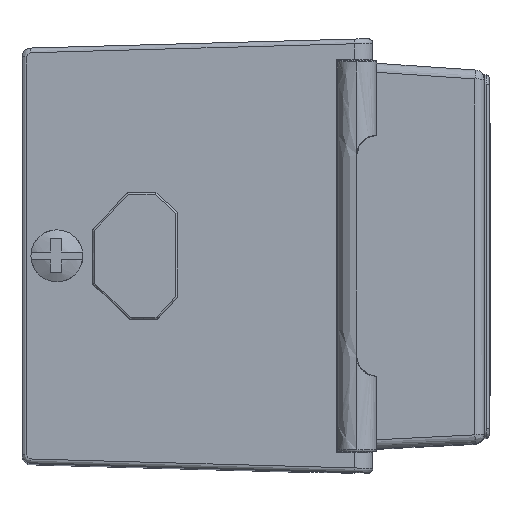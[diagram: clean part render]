
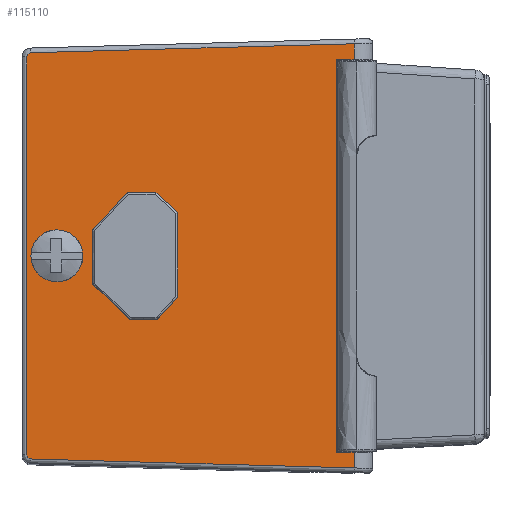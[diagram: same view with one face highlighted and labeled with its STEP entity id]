
A CAD part, top view. The second image highlights one B-rep face of the part: STEP entity #115110.
In plain terms, the highlighted free-form (B-spline) face has degree [1, 1] with [2, 2] control points.
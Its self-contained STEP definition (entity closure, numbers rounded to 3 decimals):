
#114168=CARTESIAN_POINT('',(17.2,20.8,44.));
#114169=VERTEX_POINT('',#114168);
#114176=CARTESIAN_POINT('',(15.3,20.8,44.));
#114177=VERTEX_POINT('',#114176);
#114178=CARTESIAN_POINT('',(17.2,20.8,44.));
#114179=CARTESIAN_POINT('',(15.3,20.8,44.));
#114180=B_SPLINE_CURVE_WITH_KNOTS('',1,(#114178,#114179),.POLYLINE_FORM.,.F.,.U.,(2,2),(0.,0.487),.UNSPECIFIED.);
#114181=EDGE_CURVE('',#114169,#114177,#114180,.T.);
#114212=CARTESIAN_POINT('',(15.3,-20.8,44.));
#114213=VERTEX_POINT('',#114212);
#114214=CARTESIAN_POINT('',(15.3,20.8,44.));
#114215=CARTESIAN_POINT('',(15.3,-20.8,44.));
#114216=B_SPLINE_CURVE_WITH_KNOTS('',1,(#114214,#114215),.POLYLINE_FORM.,.F.,.U.,(2,2),(0.,1.),.UNSPECIFIED.);
#114217=EDGE_CURVE('',#114177,#114213,#114216,.T.);
#114232=CARTESIAN_POINT('',(17.2,-20.8,44.));
#114233=VERTEX_POINT('',#114232);
#114234=CARTESIAN_POINT('',(15.3,-20.8,44.));
#114235=CARTESIAN_POINT('',(17.2,-20.8,44.));
#114236=B_SPLINE_CURVE_WITH_KNOTS('',1,(#114234,#114235),.POLYLINE_FORM.,.F.,.U.,(2,2),(0.513,1.),.UNSPECIFIED.);
#114237=EDGE_CURVE('',#114213,#114233,#114236,.T.);
#114816=CARTESIAN_POINT('',(17.2,22.478,44.));
#114817=VERTEX_POINT('',#114816);
#114825=CARTESIAN_POINT('',(-17.062,21.526,44.));
#114826=VERTEX_POINT('',#114825);
#114834=CARTESIAN_POINT('',(-17.062,21.526,44.));
#114835=CARTESIAN_POINT('',(17.2,22.478,44.));
#114836=B_SPLINE_CURVE_WITH_KNOTS('',1,(#114834,#114835),.POLYLINE_FORM.,.F.,.U.,(2,2),(0.056,1.),.UNSPECIFIED.);
#114837=EDGE_CURVE('',#114826,#114817,#114836,.T.);
#114972=CARTESIAN_POINT('',(17.2,22.478,44.));
#114973=CARTESIAN_POINT('',(17.2,20.8,44.));
#114974=B_SPLINE_CURVE_WITH_KNOTS('',1,(#114972,#114973),.POLYLINE_FORM.,.F.,.U.,(2,2),(0.954,0.989),.UNSPECIFIED.);
#114975=EDGE_CURVE('',#114817,#114169,#114974,.T.);
#114983=CARTESIAN_POINT('',(21.503,25.337,44.));
#114984=CARTESIAN_POINT('',(21.503,-25.337,44.));
#114985=CARTESIAN_POINT('',(-29.17,25.337,44.));
#114986=CARTESIAN_POINT('',(-29.17,-25.337,44.));
#114987=B_SPLINE_SURFACE_WITH_KNOTS('',1,1,((#114983,#114984),(#114985,#114986)),.PLANE_SURF.,.F.,.F.,.U.,(2,2),(2,2),(0.,1.),(0.,1.),.UNSPECIFIED.);
#114988=ORIENTED_EDGE('',*,*,#114237,.F.);
#114989=ORIENTED_EDGE('',*,*,#114217,.F.);
#114990=ORIENTED_EDGE('',*,*,#114181,.F.);
#114991=ORIENTED_EDGE('',*,*,#114975,.F.);
#114992=ORIENTED_EDGE('',*,*,#114837,.F.);
#114993=CARTESIAN_POINT('',(-17.5,21.076,44.));
#114994=VERTEX_POINT('',#114993);
#114995=CARTESIAN_POINT('',(-17.062,21.526,44.));
#114996=CARTESIAN_POINT('',(-17.5,21.514,44.));
#114997=CARTESIAN_POINT('',(-17.5,21.076,44.));
#114998=(BOUNDED_CURVE()B_SPLINE_CURVE(2,(#114995,#114996,#114997),.CIRCULAR_ARC.,.F.,.U.)B_SPLINE_CURVE_WITH_KNOTS((3,3),(0.,1.),.UNSPECIFIED.)CURVE()GEOMETRIC_REPRESENTATION_ITEM()RATIONAL_B_SPLINE_CURVE((1.,0.717,1.))REPRESENTATION_ITEM(''));
#114999=EDGE_CURVE('',#114826,#114994,#114998,.T.);
#115000=ORIENTED_EDGE('',*,*,#114999,.T.);
#115001=CARTESIAN_POINT('',(-17.5,-21.076,44.));
#115002=VERTEX_POINT('',#115001);
#115003=CARTESIAN_POINT('',(-17.5,21.076,44.));
#115004=CARTESIAN_POINT('',(-17.5,-21.076,44.));
#115005=B_SPLINE_CURVE_WITH_KNOTS('',1,(#115003,#115004),.POLYLINE_FORM.,.F.,.U.,(2,2),(0.,1.),.UNSPECIFIED.);
#115006=EDGE_CURVE('',#114994,#115002,#115005,.T.);
#115007=ORIENTED_EDGE('',*,*,#115006,.T.);
#115008=CARTESIAN_POINT('',(-17.062,-21.526,44.));
#115009=VERTEX_POINT('',#115008);
#115010=CARTESIAN_POINT('',(-17.5,-21.076,44.));
#115011=CARTESIAN_POINT('',(-17.5,-21.514,44.));
#115012=CARTESIAN_POINT('',(-17.062,-21.526,44.));
#115013=(BOUNDED_CURVE()B_SPLINE_CURVE(2,(#115010,#115011,#115012),.CIRCULAR_ARC.,.F.,.U.)B_SPLINE_CURVE_WITH_KNOTS((3,3),(0.,1.),.UNSPECIFIED.)CURVE()GEOMETRIC_REPRESENTATION_ITEM()RATIONAL_B_SPLINE_CURVE((1.,0.717,1.))REPRESENTATION_ITEM(''));
#115014=EDGE_CURVE('',#115002,#115009,#115013,.T.);
#115015=ORIENTED_EDGE('',*,*,#115014,.T.);
#115016=CARTESIAN_POINT('',(17.2,-22.478,44.));
#115017=VERTEX_POINT('',#115016);
#115018=CARTESIAN_POINT('',(-17.062,-21.526,44.));
#115019=CARTESIAN_POINT('',(17.2,-22.478,44.));
#115020=B_SPLINE_CURVE_WITH_KNOTS('',1,(#115018,#115019),.POLYLINE_FORM.,.F.,.U.,(2,2),(0.,0.944),.UNSPECIFIED.);
#115021=EDGE_CURVE('',#115009,#115017,#115020,.T.);
#115022=ORIENTED_EDGE('',*,*,#115021,.T.);
#115023=CARTESIAN_POINT('',(17.2,-22.478,44.));
#115024=CARTESIAN_POINT('',(17.2,-20.8,44.));
#115025=B_SPLINE_CURVE_WITH_KNOTS('',1,(#115023,#115024),.POLYLINE_FORM.,.F.,.U.,(2,2),(0.011,0.046),.UNSPECIFIED.);
#115026=EDGE_CURVE('',#115017,#114233,#115025,.T.);
#115027=ORIENTED_EDGE('',*,*,#115026,.T.);
#115028=EDGE_LOOP('',(#114988,#114989,#114990,#114991,#114992,#115000,#115007,#115015,#115022,#115027));
#115029=FACE_OUTER_BOUND('',#115028,.T.);
#115030=CARTESIAN_POINT('',(-10.5,-3.,44.));
#115031=VERTEX_POINT('',#115030);
#115032=CARTESIAN_POINT('',(-10.5,2.801,44.));
#115033=VERTEX_POINT('',#115032);
#115034=CARTESIAN_POINT('',(-10.5,-3.,44.));
#115035=CARTESIAN_POINT('',(-10.5,2.801,44.));
#115036=B_SPLINE_CURVE_WITH_KNOTS('',1,(#115034,#115035),.POLYLINE_FORM.,.F.,.U.,(2,2),(0.291,0.724),.UNSPECIFIED.);
#115037=EDGE_CURVE('',#115031,#115033,#115036,.T.);
#115038=ORIENTED_EDGE('',*,*,#115037,.T.);
#115039=CARTESIAN_POINT('',(-6.8,6.7,44.));
#115040=VERTEX_POINT('',#115039);
#115041=CARTESIAN_POINT('',(-10.5,2.801,44.));
#115042=CARTESIAN_POINT('',(-6.8,6.7,44.));
#115043=B_SPLINE_CURVE_WITH_KNOTS('',1,(#115041,#115042),.POLYLINE_FORM.,.F.,.U.,(2,2),(0.,1.),.UNSPECIFIED.);
#115044=EDGE_CURVE('',#115033,#115040,#115043,.T.);
#115045=ORIENTED_EDGE('',*,*,#115044,.T.);
#115046=CARTESIAN_POINT('',(-3.8,6.7,44.));
#115047=VERTEX_POINT('',#115046);
#115048=CARTESIAN_POINT('',(-6.8,6.7,44.));
#115049=CARTESIAN_POINT('',(-3.8,6.7,44.));
#115050=B_SPLINE_CURVE_WITH_KNOTS('',1,(#115048,#115049),.POLYLINE_FORM.,.F.,.U.,(2,2),(0.256,0.589),.UNSPECIFIED.);
#115051=EDGE_CURVE('',#115040,#115047,#115050,.T.);
#115052=ORIENTED_EDGE('',*,*,#115051,.T.);
#115053=CARTESIAN_POINT('',(-1.5,4.6,44.));
#115054=VERTEX_POINT('',#115053);
#115055=CARTESIAN_POINT('',(-3.8,6.7,44.));
#115056=CARTESIAN_POINT('',(-1.5,4.6,44.));
#115057=B_SPLINE_CURVE_WITH_KNOTS('',1,(#115055,#115056),.POLYLINE_FORM.,.F.,.U.,(2,2),(0.,1.),.UNSPECIFIED.);
#115058=EDGE_CURVE('',#115047,#115054,#115057,.T.);
#115059=ORIENTED_EDGE('',*,*,#115058,.T.);
#115060=CARTESIAN_POINT('',(-1.5,-4.4,44.));
#115061=VERTEX_POINT('',#115060);
#115062=CARTESIAN_POINT('',(-1.5,4.6,44.));
#115063=CARTESIAN_POINT('',(-1.5,-4.4,44.));
#115064=B_SPLINE_CURVE_WITH_KNOTS('',1,(#115062,#115063),.POLYLINE_FORM.,.F.,.U.,(2,2),(0.172,0.843),.UNSPECIFIED.);
#115065=EDGE_CURVE('',#115054,#115061,#115064,.T.);
#115066=ORIENTED_EDGE('',*,*,#115065,.T.);
#115067=CARTESIAN_POINT('',(-3.6,-6.7,44.));
#115068=VERTEX_POINT('',#115067);
#115069=CARTESIAN_POINT('',(-1.5,-4.4,44.));
#115070=CARTESIAN_POINT('',(-3.6,-6.7,44.));
#115071=B_SPLINE_CURVE_WITH_KNOTS('',1,(#115069,#115070),.POLYLINE_FORM.,.F.,.U.,(2,2),(0.,1.),.UNSPECIFIED.);
#115072=EDGE_CURVE('',#115061,#115068,#115071,.T.);
#115073=ORIENTED_EDGE('',*,*,#115072,.T.);
#115074=CARTESIAN_POINT('',(-6.601,-6.7,44.));
#115075=VERTEX_POINT('',#115074);
#115076=CARTESIAN_POINT('',(-3.6,-6.7,44.));
#115077=CARTESIAN_POINT('',(-6.601,-6.7,44.));
#115078=B_SPLINE_CURVE_WITH_KNOTS('',1,(#115076,#115077),.POLYLINE_FORM.,.F.,.U.,(2,2),(0.433,0.767),.UNSPECIFIED.);
#115079=EDGE_CURVE('',#115068,#115075,#115078,.T.);
#115080=ORIENTED_EDGE('',*,*,#115079,.T.);
#115081=CARTESIAN_POINT('',(-6.601,-6.7,44.));
#115082=CARTESIAN_POINT('',(-10.5,-3.,44.));
#115083=B_SPLINE_CURVE_WITH_KNOTS('',1,(#115081,#115082),.POLYLINE_FORM.,.F.,.U.,(2,2),(0.,1.),.UNSPECIFIED.);
#115084=EDGE_CURVE('',#115075,#115031,#115083,.T.);
#115085=ORIENTED_EDGE('',*,*,#115084,.T.);
#115086=EDGE_LOOP('',(#115038,#115045,#115052,#115059,#115066,#115073,#115080,#115085));
#115087=FACE_BOUND('',#115086,.T.);
#115088=CARTESIAN_POINT('',(-14.3,2.75,44.));
#115089=VERTEX_POINT('',#115088);
#115090=CARTESIAN_POINT('',(-14.3,-2.75,44.));
#115091=VERTEX_POINT('',#115090);
#115092=CARTESIAN_POINT('',(-14.3,2.75,44.));
#115093=CARTESIAN_POINT('',(-11.55,2.75,44.));
#115094=CARTESIAN_POINT('',(-11.55,0.,44.));
#115095=CARTESIAN_POINT('',(-11.55,-2.75,44.));
#115096=CARTESIAN_POINT('',(-14.3,-2.75,44.));
#115097=(BOUNDED_CURVE()B_SPLINE_CURVE(2,(#115092,#115093,#115094,#115095,#115096),.CIRCULAR_ARC.,.F.,.U.)B_SPLINE_CURVE_WITH_KNOTS((3,2,3),(0.,0.25,0.5),.UNSPECIFIED.)CURVE()GEOMETRIC_REPRESENTATION_ITEM()RATIONAL_B_SPLINE_CURVE((1.,0.707,1.,0.707,1.))REPRESENTATION_ITEM(''));
#115098=EDGE_CURVE('',#115089,#115091,#115097,.T.);
#115099=ORIENTED_EDGE('',*,*,#115098,.T.);
#115100=CARTESIAN_POINT('',(-14.3,-2.75,44.));
#115101=CARTESIAN_POINT('',(-17.05,-2.75,44.));
#115102=CARTESIAN_POINT('',(-17.05,0.,44.));
#115103=CARTESIAN_POINT('',(-17.05,2.75,44.));
#115104=CARTESIAN_POINT('',(-14.3,2.75,44.));
#115105=(BOUNDED_CURVE()B_SPLINE_CURVE(2,(#115100,#115101,#115102,#115103,#115104),.CIRCULAR_ARC.,.F.,.U.)B_SPLINE_CURVE_WITH_KNOTS((3,2,3),(0.,0.5,1.),.UNSPECIFIED.)CURVE()GEOMETRIC_REPRESENTATION_ITEM()RATIONAL_B_SPLINE_CURVE((1.,0.707,1.,0.707,1.))REPRESENTATION_ITEM(''));
#115106=EDGE_CURVE('',#115091,#115089,#115105,.T.);
#115107=ORIENTED_EDGE('',*,*,#115106,.T.);
#115108=EDGE_LOOP('',(#115099,#115107));
#115109=FACE_BOUND('',#115108,.T.);
#115110=ADVANCED_FACE('',(#115029,#115087,#115109),#114987,.T.);
